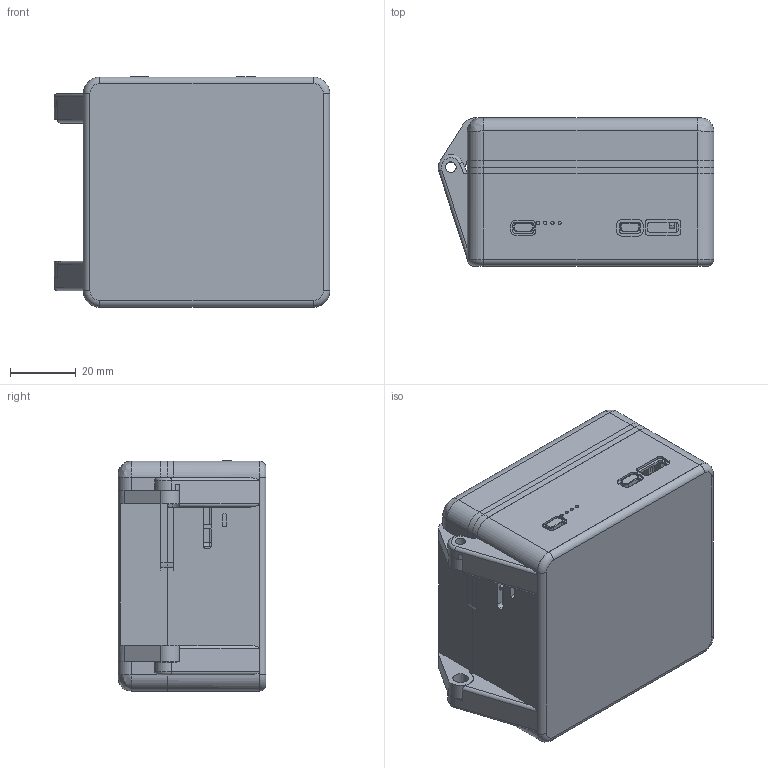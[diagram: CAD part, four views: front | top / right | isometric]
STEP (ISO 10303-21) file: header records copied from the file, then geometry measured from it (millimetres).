
FILE_DESCRIPTION(/* description */ (''),/* implementation_level */ '2;1');
FILE_NAME(/* name */ 'Ring Box.step',/* time_stamp */ '2023-09-19T11:01:00-04:00',/* author */ (''),/* organization */ (''),/* preprocessor_version */ 'ST-DEVELOPER v20',/* originating_system */ 'Autodesk Translation Framework v12.14.0.127',/* authorisation */ '');
FILE_SCHEMA (('AUTOMOTIVE_DESIGN { 1 0 10303 214 3 1 1 }'));
Length unit declared in the file: millimetre
Products named in the file (3): ring box v2; main_body; pisugar3_button
Assembly tree (3 placements, depth 2):
  ring box v2
    main_body
    pisugar3_button  x2
Bounding box: 83.85 x 45 x 70.15 mm (x, y, z)
Volume: 69821.3 mm3; surface area: 70766 mm2
Topology: 8 solids, 8 shells, 747 faces, 1987 edges, 1303 vertices
Faces by surface type: plane 450, cylinder 268, torus 14, bspline 14, cone 1
Full cylindrical faces by diameter (mm): 1 x4, 1.775 x3, 2.075 x1, 3.2 x2, 4.7 x2, 6.871 x1, 7.071 x1
Entity records: 22682 total; most frequent: CARTESIAN_POINT 4171, DIRECTION 3860, ORIENTED_EDGE 3814, EDGE_CURVE 1907, LINE 1348, VECTOR 1348, AXIS2_PLACEMENT_3D 1256, VERTEX_POINT 1255
